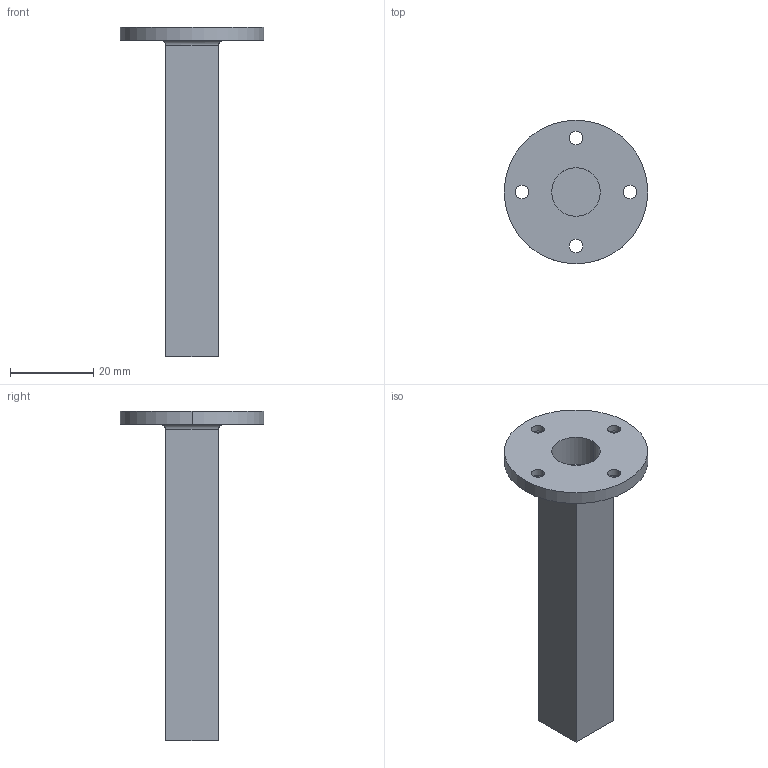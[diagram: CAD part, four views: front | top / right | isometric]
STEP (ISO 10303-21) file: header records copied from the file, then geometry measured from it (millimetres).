
FILE_DESCRIPTION (( 'STEP AP214' ), '1' );
FILE_NAME ('shaft.STEP', '2014-09-19T19:57:01', ( '' ), ( '' ), 'SwSTEP 2.0', 'SolidWorks 2014', '' );
FILE_SCHEMA (( 'AUTOMOTIVE_DESIGN' ));
Length unit declared in the file: inch
Products named in the file (1): shaft
Bounding box: 34.57 x 34.57 x 79.38 mm (x, y, z)
Volume: 12804.8 mm3; surface area: 7082.9 mm2
Topology: 1 solids, 1 shells, 40 faces, 90 edges, 56 vertices
Faces by surface type: cylinder 22, plane 10, cone 8
Entity records: 1224 total; most frequent: CARTESIAN_POINT 247, DIRECTION 208, ORIENTED_EDGE 180, EDGE_CURVE 90, AXIS2_PLACEMENT_3D 83, VERTEX_POINT 56, EDGE_LOOP 54, VECTOR 42
